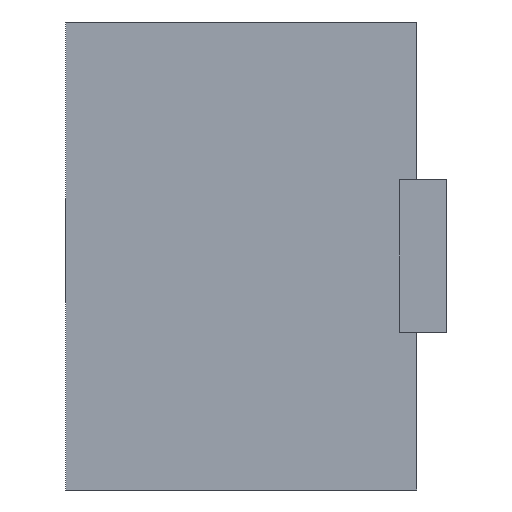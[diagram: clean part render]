
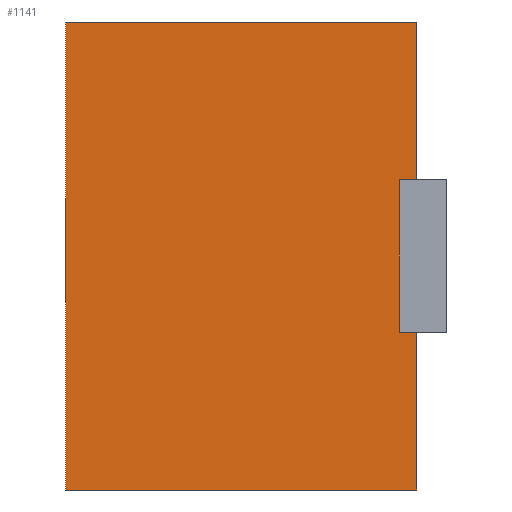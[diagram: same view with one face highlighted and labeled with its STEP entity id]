
A CAD part, front view. The second image highlights one B-rep face of the part: STEP entity #1141.
In plain terms, the highlighted free-form (B-spline) face has degree [1, 1] with [2, 2] control points.
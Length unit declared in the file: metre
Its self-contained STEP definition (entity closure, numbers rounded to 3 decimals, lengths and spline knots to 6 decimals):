
#20=B_SPLINE_SURFACE_WITH_KNOTS('',1,1,((#1879,#1880),(#1881,#1882)),
 .PLANE_SURF.,.F.,.F.,.F.,(2,2),(2,2),(0.,1.),(0.,1.),.UNSPECIFIED.);
#47=LINE('',#1773,#125);
#74=LINE('',#1838,#152);
#78=LINE('',#1848,#156);
#83=LINE('',#1860,#161);
#87=LINE('',#1868,#165);
#89=LINE('',#1883,#167);
#90=LINE('',#1885,#168);
#91=LINE('',#1887,#169);
#125=VECTOR('',#1327,1.);
#152=VECTOR('',#1358,1.);
#156=VECTOR('',#1362,1.);
#161=VECTOR('',#1369,1.);
#165=VECTOR('',#1373,1.);
#167=VECTOR('',#1385,1.);
#168=VECTOR('',#1386,1.);
#169=VECTOR('',#1387,1.);
#381=ORIENTED_EDGE('',*,*,#693,.F.);
#382=ORIENTED_EDGE('',*,*,#682,.T.);
#383=ORIENTED_EDGE('',*,*,#676,.T.);
#384=ORIENTED_EDGE('',*,*,#643,.F.);
#385=ORIENTED_EDGE('',*,*,#672,.F.);
#386=ORIENTED_EDGE('',*,*,#686,.T.);
#387=ORIENTED_EDGE('',*,*,#694,.T.);
#388=ORIENTED_EDGE('',*,*,#695,.T.);
#643=EDGE_CURVE('',#811,#812,#47,.T.);
#672=EDGE_CURVE('',#835,#811,#74,.T.);
#676=EDGE_CURVE('',#837,#812,#78,.T.);
#682=EDGE_CURVE('',#839,#837,#83,.T.);
#686=EDGE_CURVE('',#835,#842,#87,.T.);
#693=EDGE_CURVE('',#839,#843,#89,.T.);
#694=EDGE_CURVE('',#842,#844,#90,.T.);
#695=EDGE_CURVE('',#844,#843,#91,.T.);
#811=VERTEX_POINT('',#1774);
#812=VERTEX_POINT('',#1775);
#835=VERTEX_POINT('',#1839);
#837=VERTEX_POINT('',#1849);
#839=VERTEX_POINT('',#1861);
#842=VERTEX_POINT('',#1867);
#843=VERTEX_POINT('',#1884);
#844=VERTEX_POINT('',#1886);
#952=EDGE_LOOP('',(#381,#382,#383,#384,#385,#386,#387,#388));
#1035=FACE_BOUND('',#952,.T.);
#1141=ADVANCED_FACE('',(#1035),#20,.T.);
#1327=DIRECTION('',(0.,0.,1.));
#1358=DIRECTION('',(-1.,0.,0.));
#1362=DIRECTION('',(-1.,0.,0.));
#1369=DIRECTION('',(0.,0.,1.));
#1373=DIRECTION('',(0.,0.,1.));
#1385=DIRECTION('',(-1.,0.,0.));
#1386=DIRECTION('',(-1.,0.,0.));
#1387=DIRECTION('',(0.,0.,1.));
#1773=CARTESIAN_POINT('',(-0.03,-0.0175,0.));
#1774=CARTESIAN_POINT('',(-0.03,-0.0175,-0.04));
#1775=CARTESIAN_POINT('',(-0.03,-0.0175,0.04));
#1838=CARTESIAN_POINT('',(0.,-0.0175,-0.04));
#1839=CARTESIAN_POINT('',(0.03,-0.0175,-0.04));
#1848=CARTESIAN_POINT('',(0.,-0.0175,0.04));
#1849=CARTESIAN_POINT('',(0.03,-0.0175,0.04));
#1860=CARTESIAN_POINT('',(0.03,-0.0175,0.));
#1861=CARTESIAN_POINT('',(0.03,-0.0175,0.013));
#1867=CARTESIAN_POINT('',(0.03,-0.0175,-0.013));
#1868=CARTESIAN_POINT('',(0.03,-0.0175,0.));
#1879=CARTESIAN_POINT('',(-0.033,-0.0175,-0.044));
#1880=CARTESIAN_POINT('',(-0.033,-0.0175,0.044));
#1881=CARTESIAN_POINT('',(0.033,-0.0175,-0.044));
#1882=CARTESIAN_POINT('',(0.033,-0.0175,0.044));
#1883=CARTESIAN_POINT('',(0.035,-0.0175,0.013));
#1884=CARTESIAN_POINT('',(0.027,-0.0175,0.013));
#1885=CARTESIAN_POINT('',(0.035,-0.0175,-0.013));
#1886=CARTESIAN_POINT('',(0.027,-0.0175,-0.013));
#1887=CARTESIAN_POINT('',(0.027,-0.0175,0.));
